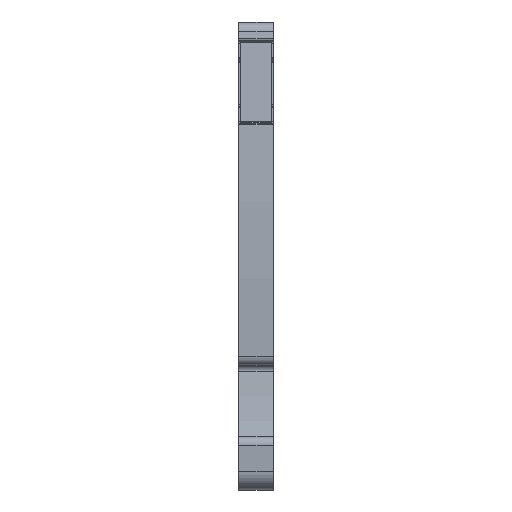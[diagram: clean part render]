
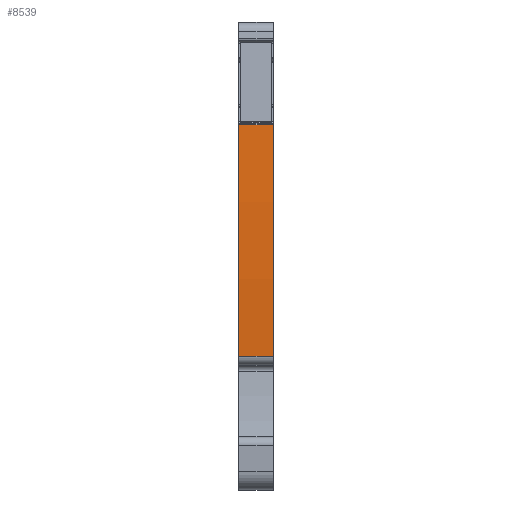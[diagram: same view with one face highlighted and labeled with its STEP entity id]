
A CAD part, front view. The second image highlights one B-rep face of the part: STEP entity #8539.
In plain terms, the highlighted cylindrical face has radius 180 mm (diameter 360 mm), a partial arc.
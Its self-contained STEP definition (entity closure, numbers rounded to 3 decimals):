
#1269=AXIS2_PLACEMENT_3D('Circle Axis2P3D',#1267,#1268,$) ;
#2615=AXIS2_PLACEMENT_3D('Circle Axis2P3D',#2613,#2614,$) ;
#8526=AXIS2_PLACEMENT_3D('Cylinder Axis2P3D',#8523,#8524,#8525) ;
#1264=CARTESIAN_POINT('Vertex',(0.,1.52,13.384)) ;
#1267=CARTESIAN_POINT('Axis2P3D Location',(0.,181.129,25.25)) ;
#1271=CARTESIAN_POINT('Vertex',(0.,1.484,36.553)) ;
#2610=CARTESIAN_POINT('Vertex',(3.5,1.484,36.553)) ;
#2613=CARTESIAN_POINT('Axis2P3D Location',(3.5,181.129,25.25)) ;
#2617=CARTESIAN_POINT('Vertex',(3.5,1.52,13.384)) ;
#8510=CARTESIAN_POINT('Line Origine',(1.75,1.52,13.384)) ;
#8523=CARTESIAN_POINT('Axis2P3D Location',(1.75,181.129,25.25)) ;
#8528=CARTESIAN_POINT('Line Origine',(1.75,1.484,36.553)) ;
#1268=DIRECTION('Axis2P3D Direction',(1.,0.,0.)) ;
#2614=DIRECTION('Axis2P3D Direction',(1.,0.,0.)) ;
#8511=DIRECTION('Vector Direction',(1.,0.,0.)) ;
#8524=DIRECTION('Axis2P3D Direction',(1.,0.,0.)) ;
#8525=DIRECTION('Axis2P3D XDirection',(0.,-0.993,0.115)) ;
#8529=DIRECTION('Vector Direction',(1.,0.,0.)) ;
#8512=VECTOR('Line Direction',#8511,1.) ;
#8530=VECTOR('Line Direction',#8529,1.) ;
#8534=ORIENTED_EDGE('',*,*,#1273,.T.) ;
#8535=ORIENTED_EDGE('',*,*,#8514,.T.) ;
#8536=ORIENTED_EDGE('',*,*,#2619,.F.) ;
#8537=ORIENTED_EDGE('',*,*,#8532,.F.) ;
#8539=ADVANCED_FACE('MLD',(#8538),#8527,.T.) ;
#1270=CIRCLE('generated circle',#1269,180.) ;
#2616=CIRCLE('generated circle',#2615,180.) ;
#8527=CYLINDRICAL_SURFACE('generated cylinder',#8526,180.) ;
#1273=EDGE_CURVE('',#1272,#1265,#1270,.T.) ;
#2619=EDGE_CURVE('',#2611,#2618,#2616,.T.) ;
#8514=EDGE_CURVE('',#1265,#2618,#8513,.T.) ;
#8532=EDGE_CURVE('',#1272,#2611,#8531,.T.) ;
#8533=EDGE_LOOP('',(#8534,#8535,#8536,#8537)) ;
#8538=FACE_OUTER_BOUND('',#8533,.T.) ;
#8513=LINE('Line',#8510,#8512) ;
#8531=LINE('Line',#8528,#8530) ;
#1265=VERTEX_POINT('',#1264) ;
#1272=VERTEX_POINT('',#1271) ;
#2611=VERTEX_POINT('',#2610) ;
#2618=VERTEX_POINT('',#2617) ;
